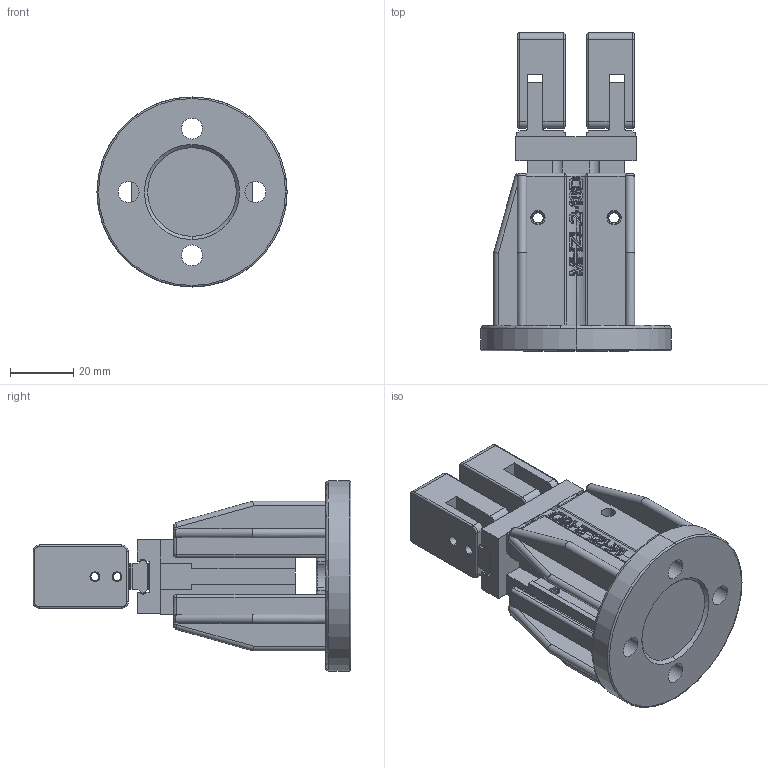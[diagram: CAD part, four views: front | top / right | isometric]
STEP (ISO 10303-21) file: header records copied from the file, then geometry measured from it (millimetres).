
FILE_DESCRIPTION (( 'STEP AP214' ), '1' );
FILE_NAME ('ァ雄標蛈淕极-W.STEP', '2022-10-26T10:29:17', ( 'China' ), ( 'Home' ), 'SwSTEP 2.0', 'SolidWorks 2018', '' );
FILE_SCHEMA (( 'AUTOMOTIVE_DESIGN' ));
Length unit declared in the file: millimetre
Products named in the file (7): MHZ2-16D_Body(0).stp; ァ雄標蛈淕极-W; MHZ2-16D_Finger(0).stp; ァ雄標蛈旋; ァ雄標蛈; MHZ2-16D(20.9_0).stp
Assembly tree (8 placements, depth 4):
  ァ雄標蛈淕极-W
    ァ雄標蛈
    ァ雄標蛈
      MHZ2-16D(20.9_0).stp
        MHZ2-16D_Finger(0).stp  x2
        MHZ2-16D_Body(0).stp
    ァ雄標蛈旋  x2
Bounding box: 60 x 100.3 x 60 mm (x, y, z)
Volume: 82190.2 mm3; surface area: 39425.5 mm2
Topology: 6 solids, 6 shells, 998 faces, 2739 edges, 1760 vertices
Faces by surface type: plane 504, cylinder 247, bspline 102, torus 89, cone 46, sphere 10
Entity records: 31697 total; most frequent: CARTESIAN_POINT 9650, ORIENTED_EDGE 5002, DIRECTION 4058, EDGE_CURVE 2501, VERTEX_POINT 1616, LINE 1358, VECTOR 1358, AXIS2_PLACEMENT_3D 1350
